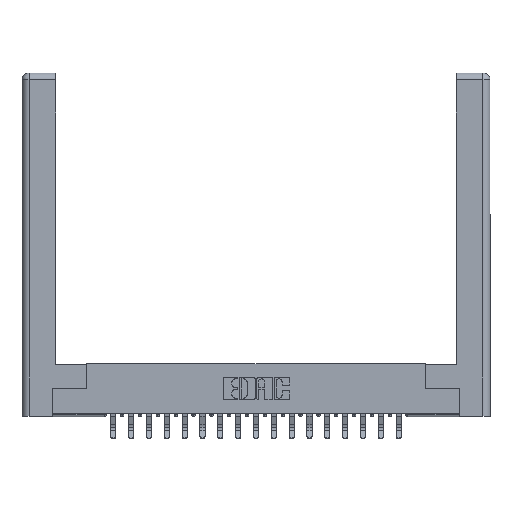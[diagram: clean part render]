
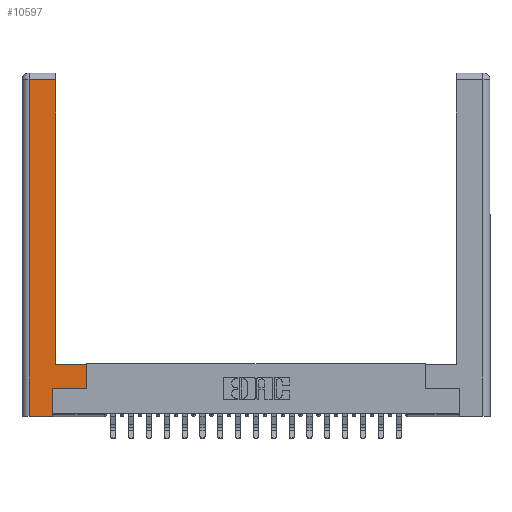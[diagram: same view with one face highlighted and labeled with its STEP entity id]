
A CAD part, top view. The second image highlights one B-rep face of the part: STEP entity #10597.
In plain terms, the highlighted planar face has unit normal (0, 0, 1).
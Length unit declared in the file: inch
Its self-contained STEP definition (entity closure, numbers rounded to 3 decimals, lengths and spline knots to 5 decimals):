
#130 = DIRECTION ( 'NONE',  ( 0., 0., -1. ) ) ;
#284 = DIRECTION ( 'NONE',  ( -1., 0., 0. ) ) ;
#502 = DIRECTION ( 'NONE',  ( 0., 1., 0. ) ) ;
#641 = VECTOR ( 'NONE', #502, 39.37008 ) ;
#723 = EDGE_CURVE ( 'NONE', #21865, #12611, #17274, .T. ) ;
#1478 = DIRECTION ( 'NONE',  ( 1., 0., 0. ) ) ;
#1531 = ORIENTED_EDGE ( 'NONE', *, *, #18574, .T. ) ;
#1567 = VECTOR ( 'NONE', #23530, 39.37008 ) ;
#1934 = CARTESIAN_POINT ( 'NONE',  ( 0., 0., 0. ) ) ;
#2433 = VERTEX_POINT ( 'NONE', #10399 ) ;
#2484 = LINE ( 'NONE', #12659, #4238 ) ;
#2752 = VECTOR ( 'NONE', #8079, 39.37008 ) ;
#2761 = CARTESIAN_POINT ( 'NONE',  ( 0.265, 0.245, 0. ) ) ;
#2772 = CARTESIAN_POINT ( 'NONE',  ( 0.295, 2.94, 0. ) ) ;
#3222 = VECTOR ( 'NONE', #4360, 39.37008 ) ;
#3529 = LINE ( 'NONE', #19302, #641 ) ;
#3578 = ORIENTED_EDGE ( 'NONE', *, *, #723, .T. ) ;
#3816 = DIRECTION ( 'NONE',  ( 0., 1., 0. ) ) ;
#4086 = VERTEX_POINT ( 'NONE', #11733 ) ;
#4143 = VERTEX_POINT ( 'NONE', #10224 ) ;
#4238 = VECTOR ( 'NONE', #1478, 39.37008 ) ;
#4349 = ORIENTED_EDGE ( 'NONE', *, *, #5480, .T. ) ;
#4360 = DIRECTION ( 'NONE',  ( -1., 0., 0. ) ) ;
#5480 = EDGE_CURVE ( 'NONE', #11192, #2433, #2484, .T. ) ;
#5772 = EDGE_CURVE ( 'NONE', #4143, #21865, #22433, .T. ) ;
#5909 = DIRECTION ( 'NONE',  ( 0., 1., 0. ) ) ;
#6359 = EDGE_CURVE ( 'NONE', #13300, #4143, #6511, .T. ) ;
#6511 = LINE ( 'NONE', #10332, #1567 ) ;
#6626 = VECTOR ( 'NONE', #15852, 39.37008 ) ;
#8079 = DIRECTION ( 'NONE',  ( 0., -1., 0. ) ) ;
#8091 = CARTESIAN_POINT ( 'NONE',  ( 0.295, 0.45, 0. ) ) ;
#8232 = LINE ( 'NONE', #18798, #11780 ) ;
#9722 = CARTESIAN_POINT ( 'NONE',  ( 0.0615, 0., 0. ) ) ;
#10085 = CARTESIAN_POINT ( 'NONE',  ( 0.0615, 0., 0. ) ) ;
#10224 = CARTESIAN_POINT ( 'NONE',  ( 0.0615, 2.94, 0. ) ) ;
#10332 = CARTESIAN_POINT ( 'NONE',  ( 0.0615, 2.94, 0. ) ) ;
#10337 = FACE_OUTER_BOUND ( 'NONE', #19000, .T. ) ;
#10399 = CARTESIAN_POINT ( 'NONE',  ( 0.565, 0.245, 0. ) ) ;
#10597 = ADVANCED_FACE ( 'NONE', ( #10337 ), #18594, .F. ) ;
#10658 = LINE ( 'NONE', #17455, #14521 ) ;
#11192 = VERTEX_POINT ( 'NONE', #2761 ) ;
#11733 = CARTESIAN_POINT ( 'NONE',  ( 0.295, 0.45, 0. ) ) ;
#11780 = VECTOR ( 'NONE', #3816, 39.37008 ) ;
#12365 = EDGE_CURVE ( 'NONE', #15717, #4086, #18222, .T. ) ;
#12611 = VERTEX_POINT ( 'NONE', #20285 ) ;
#12659 = CARTESIAN_POINT ( 'NONE',  ( 0.565, 0.245, 0. ) ) ;
#13300 = VERTEX_POINT ( 'NONE', #2772 ) ;
#14521 = VECTOR ( 'NONE', #5909, 39.37008 ) ;
#14850 = ORIENTED_EDGE ( 'NONE', *, *, #5772, .T. ) ;
#15717 = VERTEX_POINT ( 'NONE', #24150 ) ;
#15852 = DIRECTION ( 'NONE',  ( 1., 0., 0. ) ) ;
#15917 = EDGE_CURVE ( 'NONE', #2433, #15717, #10658, .T. ) ;
#16588 = ORIENTED_EDGE ( 'NONE', *, *, #17923, .T. ) ;
#16799 = ORIENTED_EDGE ( 'NONE', *, *, #6359, .T. ) ;
#17274 = LINE ( 'NONE', #17574, #6626 ) ;
#17455 = CARTESIAN_POINT ( 'NONE',  ( 0.565, 0.45, 0. ) ) ;
#17574 = CARTESIAN_POINT ( 'NONE',  ( 0.265, 0., 0. ) ) ;
#17923 = EDGE_CURVE ( 'NONE', #4086, #13300, #8232, .T. ) ;
#18222 = LINE ( 'NONE', #8091, #3222 ) ;
#18574 = EDGE_CURVE ( 'NONE', #12611, #11192, #3529, .T. ) ;
#18594 = PLANE ( 'NONE',  #20034 ) ;
#18654 = ORIENTED_EDGE ( 'NONE', *, *, #15917, .T. ) ;
#18798 = CARTESIAN_POINT ( 'NONE',  ( 0.295, 3., 0. ) ) ;
#19000 = EDGE_LOOP ( 'NONE', ( #16588, #16799, #14850, #3578, #1531, #4349, #18654, #21109 ) ) ;
#19302 = CARTESIAN_POINT ( 'NONE',  ( 0.265, 0.245, 0. ) ) ;
#20034 = AXIS2_PLACEMENT_3D ( 'NONE', #1934, #130, #284 ) ;
#20285 = CARTESIAN_POINT ( 'NONE',  ( 0.265, 0., 0. ) ) ;
#21109 = ORIENTED_EDGE ( 'NONE', *, *, #12365, .T. ) ;
#21865 = VERTEX_POINT ( 'NONE', #10085 ) ;
#22433 = LINE ( 'NONE', #9722, #2752 ) ;
#23530 = DIRECTION ( 'NONE',  ( -1., 0., 0. ) ) ;
#24150 = CARTESIAN_POINT ( 'NONE',  ( 0.565, 0.45, 0. ) ) ;
